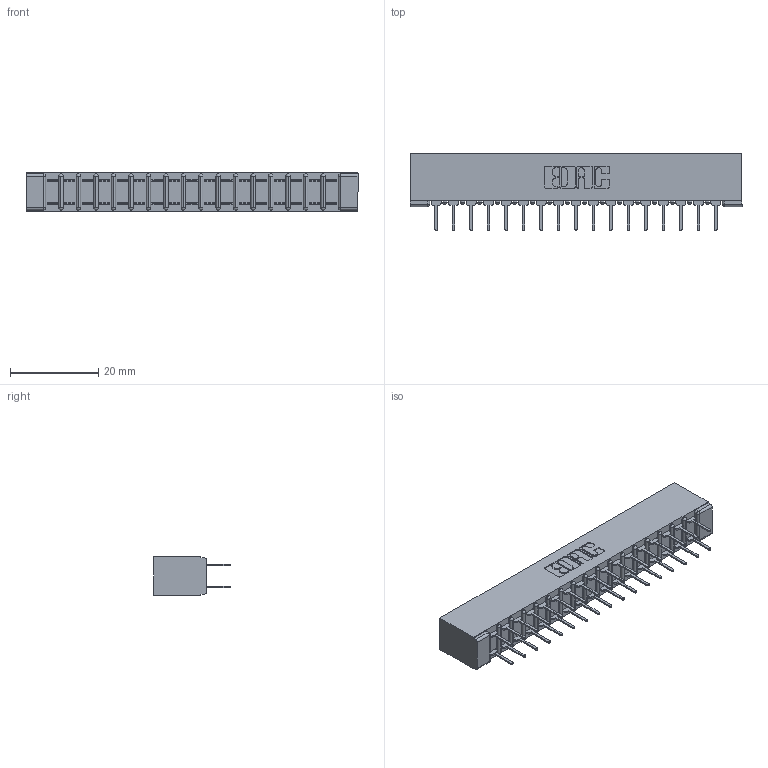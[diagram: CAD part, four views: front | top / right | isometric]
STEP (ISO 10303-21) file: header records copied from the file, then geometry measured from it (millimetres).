
FILE_DESCRIPTION (( 'STEP AP203' ), '1' );
FILE_NAME ('307-034-424-201.STEP', '2020-09-29T15:41:24', ( '' ), ( '' ), 'SwSTEP 2.0', 'SolidWorks 2020', '' );
FILE_SCHEMA (( 'CONFIG_CONTROL_DESIGN' ));
Length unit declared in the file: inch
Products named in the file (3): 307-290-001_524; 307-034-424-201; 307 Part_No Mounting Lugs
Assembly tree (35 placements, depth 2):
  307-034-424-201
    307 Part_No Mounting Lugs
    307-290-001_524  x34
Bounding box: 75.23 x 17.42 x 8.71 mm (x, y, z)
Volume: 5143.8 mm3; surface area: 9237.2 mm2
Topology: 35 solids, 35 shells, 1692 faces, 4719 edges, 3050 vertices
Faces by surface type: plane 1120, cylinder 536, sphere 36
Entity records: 17890 total; most frequent: CARTESIAN_POINT 2929, ORIENTED_EDGE 2898, DIRECTION 2879, EDGE_CURVE 1449, VECTOR 1103, LINE 1103, VERTEX_POINT 938, AXIS2_PLACEMENT_3D 888
